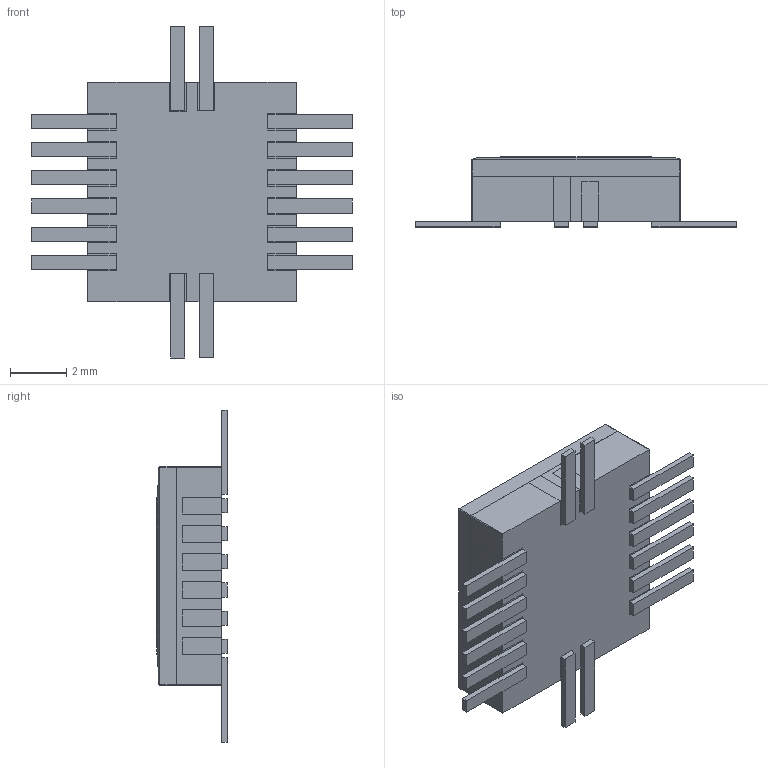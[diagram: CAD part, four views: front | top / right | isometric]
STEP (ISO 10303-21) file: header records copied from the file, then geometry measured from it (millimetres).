
FILE_DESCRIPTION (( 'STEP AP214' ), '1' );
FILE_NAME ('H04.16-1B-.STEP', '2017-09-22T10:41:45', ( '' ), ( '' ), 'SwSTEP 2.0', 'SolidWorks 2016', '' );
FILE_SCHEMA (( 'AUTOMOTIVE_DESIGN' ));
Length unit declared in the file: millimetre
Products named in the file (1): H04.16-1B-
Bounding box: 11.4 x 2.5 x 11.8 mm (x, y, z)
Volume: 103.8 mm3; surface area: 632.7 mm2
Topology: 31 solids, 31 shells, 375 faces, 972 edges, 628 vertices
Faces by surface type: plane 339, cylinder 24, bspline 12
Entity records: 11832 total; most frequent: CARTESIAN_POINT 2394, ORIENTED_EDGE 1936, DIRECTION 1708, EDGE_CURVE 968, VECTOR 908, LINE 908, VERTEX_POINT 628, AXIS2_PLACEMENT_3D 400
